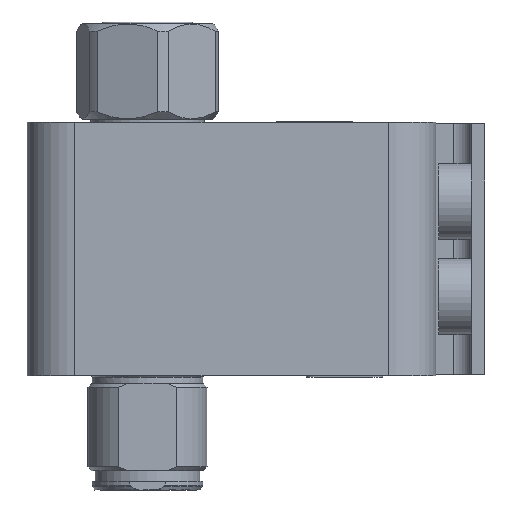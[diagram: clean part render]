
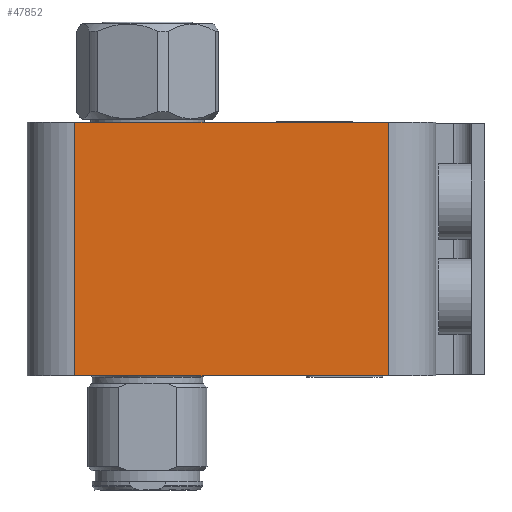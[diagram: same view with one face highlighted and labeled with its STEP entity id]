
A CAD part, front view. The second image highlights one B-rep face of the part: STEP entity #47852.
In plain terms, the highlighted planar face has unit normal (0, -1, 0).
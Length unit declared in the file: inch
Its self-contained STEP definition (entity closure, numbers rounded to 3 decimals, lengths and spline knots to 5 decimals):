
#4157 = EDGE_LOOP ( 'NONE', ( #7750, #33971, #116217, #78661 ) ) ;
#4931 = EDGE_CURVE ( 'NONE', #114042, #129954, #26415, .T. ) ;
#6960 = PLANE ( 'NONE',  #104970 ) ;
#7750 = ORIENTED_EDGE ( 'NONE', *, *, #4931, .T. ) ;
#7844 = VECTOR ( 'NONE', #80259, 39.37008 ) ;
#12948 = EDGE_CURVE ( 'NONE', #104212, #129954, #73736, .T. ) ;
#15064 = CARTESIAN_POINT ( 'NONE',  ( -1.03, -0.785, 0.834 ) ) ;
#22292 = DIRECTION ( 'NONE',  ( 0., 0., -1. ) ) ;
#26415 = LINE ( 'NONE', #37965, #129080 ) ;
#33971 = ORIENTED_EDGE ( 'NONE', *, *, #12948, .F. ) ;
#34490 = CARTESIAN_POINT ( 'NONE',  ( -1.03, -0.785, -0.834 ) ) ;
#37965 = CARTESIAN_POINT ( 'NONE',  ( -1.03, -0.785, -0.834 ) ) ;
#40969 = LINE ( 'NONE', #82909, #7844 ) ;
#47852 = ADVANCED_FACE ( 'NONE', ( #56408 ), #6960, .F. ) ;
#52128 = VECTOR ( 'NONE', #22292, 39.37008 ) ;
#52489 = CARTESIAN_POINT ( 'NONE',  ( -1.03, -0.785, 0.834 ) ) ;
#56408 = FACE_OUTER_BOUND ( 'NONE', #4157, .T. ) ;
#71190 = CARTESIAN_POINT ( 'NONE',  ( -1.03, -0.785, 0.834 ) ) ;
#73736 = LINE ( 'NONE', #115050, #52128 ) ;
#76687 = DIRECTION ( 'NONE',  ( 0., 0., 1. ) ) ;
#77362 = DIRECTION ( 'NONE',  ( 0., 1., 0. ) ) ;
#78295 = EDGE_CURVE ( 'NONE', #131153, #104212, #124900, .T. ) ;
#78661 = ORIENTED_EDGE ( 'NONE', *, *, #89317, .T. ) ;
#80259 = DIRECTION ( 'NONE',  ( 0., 0., -1. ) ) ;
#82909 = CARTESIAN_POINT ( 'NONE',  ( -1.03, -0.785, 0.834 ) ) ;
#89317 = EDGE_CURVE ( 'NONE', #131153, #114042, #40969, .T. ) ;
#90012 = DIRECTION ( 'NONE',  ( 1., 0., 0. ) ) ;
#90336 = CARTESIAN_POINT ( 'NONE',  ( 1.03, -0.785, -0.834 ) ) ;
#92444 = DIRECTION ( 'NONE',  ( 1., 0., 0. ) ) ;
#93991 = VECTOR ( 'NONE', #92444, 39.37008 ) ;
#104212 = VERTEX_POINT ( 'NONE', #114624 ) ;
#104970 = AXIS2_PLACEMENT_3D ( 'NONE', #15064, #77362, #76687 ) ;
#114042 = VERTEX_POINT ( 'NONE', #34490 ) ;
#114624 = CARTESIAN_POINT ( 'NONE',  ( 1.03, -0.785, 0.834 ) ) ;
#115050 = CARTESIAN_POINT ( 'NONE',  ( 1.03, -0.785, 0.834 ) ) ;
#116217 = ORIENTED_EDGE ( 'NONE', *, *, #78295, .F. ) ;
#124900 = LINE ( 'NONE', #52489, #93991 ) ;
#129080 = VECTOR ( 'NONE', #90012, 39.37008 ) ;
#129954 = VERTEX_POINT ( 'NONE', #90336 ) ;
#131153 = VERTEX_POINT ( 'NONE', #71190 ) ;
